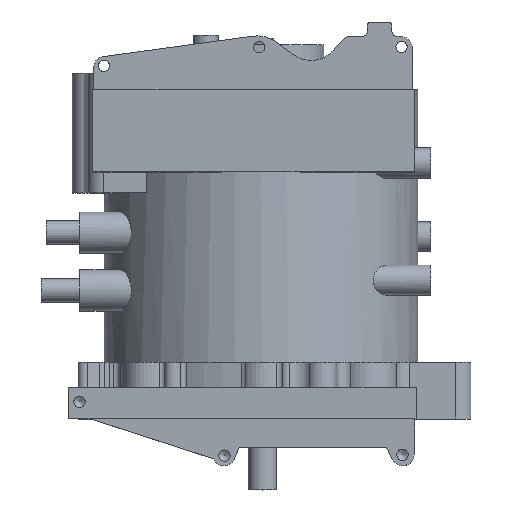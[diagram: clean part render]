
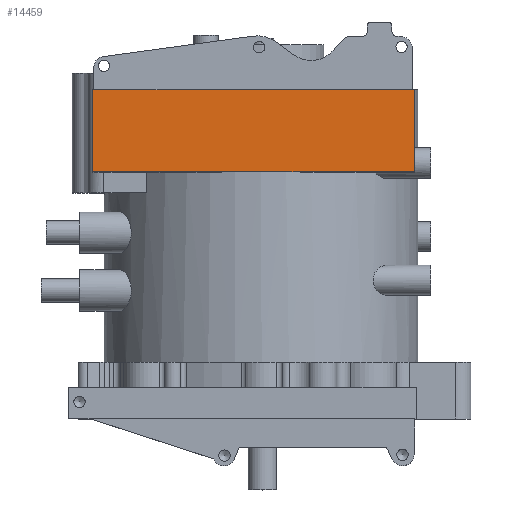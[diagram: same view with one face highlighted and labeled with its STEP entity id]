
A CAD part, top view. The second image highlights one B-rep face of the part: STEP entity #14459.
In plain terms, the highlighted planar face has unit normal (0, 0, 1).
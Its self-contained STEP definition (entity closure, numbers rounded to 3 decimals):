
#8444 = PLANE('',#8445);
#8445 = AXIS2_PLACEMENT_3D('',#8446,#8447,#8448);
#8446 = CARTESIAN_POINT('',(-132.,192.,70.));
#8447 = DIRECTION('',(0.,-1.,0.));
#8448 = DIRECTION('',(0.,0.,1.));
#12079 = VERTEX_POINT('',#12080);
#12080 = CARTESIAN_POINT('',(-132.,192.,183.));
#12094 = PLANE('',#12095);
#12095 = AXIS2_PLACEMENT_3D('',#12096,#12097,#12098);
#12096 = CARTESIAN_POINT('',(-132.,224.,126.5));
#12097 = DIRECTION('',(-1.,0.,0.));
#12098 = DIRECTION('',(0.,0.,-1.));
#12158 = VERTEX_POINT('',#12159);
#12159 = CARTESIAN_POINT('',(118.,192.,183.));
#12173 = PLANE('',#12174);
#12174 = AXIS2_PLACEMENT_3D('',#12175,#12176,#12177);
#12175 = CARTESIAN_POINT('',(118.,224.,126.5));
#12176 = DIRECTION('',(-1.,0.,0.));
#12177 = DIRECTION('',(0.,0.,-1.));
#12185 = EDGE_CURVE('',#12079,#12158,#12186,.T.);
#12186 = SURFACE_CURVE('',#12187,(#12191,#12198),.PCURVE_S1.);
#12187 = LINE('',#12188,#12189);
#12188 = CARTESIAN_POINT('',(-132.,192.,183.));
#12189 = VECTOR('',#12190,1.);
#12190 = DIRECTION('',(1.,0.,0.));
#12191 = PCURVE('',#8444,#12192);
#12192 = DEFINITIONAL_REPRESENTATION('',(#12193),#12197);
#12193 = LINE('',#12194,#12195);
#12194 = CARTESIAN_POINT('',(113.,0.));
#12195 = VECTOR('',#12196,1.);
#12196 = DIRECTION('',(0.,-1.));
#12197 = ( GEOMETRIC_REPRESENTATION_CONTEXT(2) 
PARAMETRIC_REPRESENTATION_CONTEXT() REPRESENTATION_CONTEXT('2D SPACE',''
  ) );
#12198 = PCURVE('',#12199,#12204);
#12199 = PLANE('',#12200);
#12200 = AXIS2_PLACEMENT_3D('',#12201,#12202,#12203);
#12201 = CARTESIAN_POINT('',(-132.,192.,183.));
#12202 = DIRECTION('',(0.,0.,1.));
#12203 = DIRECTION('',(0.,1.,0.));
#12204 = DEFINITIONAL_REPRESENTATION('',(#12205),#12209);
#12205 = LINE('',#12206,#12207);
#12206 = CARTESIAN_POINT('',(0.,0.));
#12207 = VECTOR('',#12208,1.);
#12208 = DIRECTION('',(0.,-1.));
#12209 = ( GEOMETRIC_REPRESENTATION_CONTEXT(2) 
PARAMETRIC_REPRESENTATION_CONTEXT() REPRESENTATION_CONTEXT('2D SPACE',''
  ) );
#12356 = PLANE('',#12357);
#12357 = AXIS2_PLACEMENT_3D('',#12358,#12359,#12360);
#12358 = CARTESIAN_POINT('',(-132.,256.,183.));
#12359 = DIRECTION('',(0.,1.,0.));
#12360 = DIRECTION('',(0.,0.,-1.));
#14415 = EDGE_CURVE('',#12079,#14416,#14418,.T.);
#14416 = VERTEX_POINT('',#14417);
#14417 = CARTESIAN_POINT('',(-132.,256.,183.));
#14418 = SURFACE_CURVE('',#14419,(#14423,#14430),.PCURVE_S1.);
#14419 = LINE('',#14420,#14421);
#14420 = CARTESIAN_POINT('',(-132.,192.,183.));
#14421 = VECTOR('',#14422,1.);
#14422 = DIRECTION('',(0.,1.,0.));
#14423 = PCURVE('',#12094,#14424);
#14424 = DEFINITIONAL_REPRESENTATION('',(#14425),#14429);
#14425 = LINE('',#14426,#14427);
#14426 = CARTESIAN_POINT('',(-56.5,32.));
#14427 = VECTOR('',#14428,1.);
#14428 = DIRECTION('',(0.,-1.));
#14429 = ( GEOMETRIC_REPRESENTATION_CONTEXT(2) 
PARAMETRIC_REPRESENTATION_CONTEXT() REPRESENTATION_CONTEXT('2D SPACE',''
  ) );
#14430 = PCURVE('',#12199,#14431);
#14431 = DEFINITIONAL_REPRESENTATION('',(#14432),#14436);
#14432 = LINE('',#14433,#14434);
#14433 = CARTESIAN_POINT('',(0.,0.));
#14434 = VECTOR('',#14435,1.);
#14435 = DIRECTION('',(1.,0.));
#14436 = ( GEOMETRIC_REPRESENTATION_CONTEXT(2) 
PARAMETRIC_REPRESENTATION_CONTEXT() REPRESENTATION_CONTEXT('2D SPACE',''
  ) );
#14459 = ADVANCED_FACE('',(#14460),#12199,.T.);
#14460 = FACE_BOUND('',#14461,.T.);
#14461 = EDGE_LOOP('',(#14462,#14463,#14486,#14509,#14537,#14558));
#14462 = ORIENTED_EDGE('',*,*,#12185,.T.);
#14463 = ORIENTED_EDGE('',*,*,#14464,.T.);
#14464 = EDGE_CURVE('',#12158,#14465,#14467,.T.);
#14465 = VERTEX_POINT('',#14466);
#14466 = CARTESIAN_POINT('',(118.,256.,183.));
#14467 = SURFACE_CURVE('',#14468,(#14472,#14479),.PCURVE_S1.);
#14468 = LINE('',#14469,#14470);
#14469 = CARTESIAN_POINT('',(118.,192.,183.));
#14470 = VECTOR('',#14471,1.);
#14471 = DIRECTION('',(0.,1.,0.));
#14472 = PCURVE('',#12199,#14473);
#14473 = DEFINITIONAL_REPRESENTATION('',(#14474),#14478);
#14474 = LINE('',#14475,#14476);
#14475 = CARTESIAN_POINT('',(0.,-250.));
#14476 = VECTOR('',#14477,1.);
#14477 = DIRECTION('',(1.,0.));
#14478 = ( GEOMETRIC_REPRESENTATION_CONTEXT(2) 
PARAMETRIC_REPRESENTATION_CONTEXT() REPRESENTATION_CONTEXT('2D SPACE',''
  ) );
#14479 = PCURVE('',#12173,#14480);
#14480 = DEFINITIONAL_REPRESENTATION('',(#14481),#14485);
#14481 = LINE('',#14482,#14483);
#14482 = CARTESIAN_POINT('',(-56.5,32.));
#14483 = VECTOR('',#14484,1.);
#14484 = DIRECTION('',(0.,-1.));
#14485 = ( GEOMETRIC_REPRESENTATION_CONTEXT(2) 
PARAMETRIC_REPRESENTATION_CONTEXT() REPRESENTATION_CONTEXT('2D SPACE',''
  ) );
#14486 = ORIENTED_EDGE('',*,*,#14487,.F.);
#14487 = EDGE_CURVE('',#14488,#14465,#14490,.T.);
#14488 = VERTEX_POINT('',#14489);
#14489 = CARTESIAN_POINT('',(116.5,256.,183.));
#14490 = SURFACE_CURVE('',#14491,(#14495,#14502),.PCURVE_S1.);
#14491 = LINE('',#14492,#14493);
#14492 = CARTESIAN_POINT('',(-132.,256.,183.));
#14493 = VECTOR('',#14494,1.);
#14494 = DIRECTION('',(1.,0.,0.));
#14495 = PCURVE('',#12199,#14496);
#14496 = DEFINITIONAL_REPRESENTATION('',(#14497),#14501);
#14497 = LINE('',#14498,#14499);
#14498 = CARTESIAN_POINT('',(64.,0.));
#14499 = VECTOR('',#14500,1.);
#14500 = DIRECTION('',(0.,-1.));
#14501 = ( GEOMETRIC_REPRESENTATION_CONTEXT(2) 
PARAMETRIC_REPRESENTATION_CONTEXT() REPRESENTATION_CONTEXT('2D SPACE',''
  ) );
#14502 = PCURVE('',#12356,#14503);
#14503 = DEFINITIONAL_REPRESENTATION('',(#14504),#14508);
#14504 = LINE('',#14505,#14506);
#14505 = CARTESIAN_POINT('',(0.,0.));
#14506 = VECTOR('',#14507,1.);
#14507 = DIRECTION('',(0.,-1.));
#14508 = ( GEOMETRIC_REPRESENTATION_CONTEXT(2) 
PARAMETRIC_REPRESENTATION_CONTEXT() REPRESENTATION_CONTEXT('2D SPACE',''
  ) );
#14509 = ORIENTED_EDGE('',*,*,#14510,.T.);
#14510 = EDGE_CURVE('',#14488,#14511,#14513,.T.);
#14511 = VERTEX_POINT('',#14512);
#14512 = CARTESIAN_POINT('',(-131.,256.,183.));
#14513 = SURFACE_CURVE('',#14514,(#14518,#14525),.PCURVE_S1.);
#14514 = LINE('',#14515,#14516);
#14515 = CARTESIAN_POINT('',(116.5,256.,183.));
#14516 = VECTOR('',#14517,1.);
#14517 = DIRECTION('',(-1.,0.,0.));
#14518 = PCURVE('',#12199,#14519);
#14519 = DEFINITIONAL_REPRESENTATION('',(#14520),#14524);
#14520 = LINE('',#14521,#14522);
#14521 = CARTESIAN_POINT('',(64.,-248.5));
#14522 = VECTOR('',#14523,1.);
#14523 = DIRECTION('',(0.,1.));
#14524 = ( GEOMETRIC_REPRESENTATION_CONTEXT(2) 
PARAMETRIC_REPRESENTATION_CONTEXT() REPRESENTATION_CONTEXT('2D SPACE',''
  ) );
#14525 = PCURVE('',#14526,#14531);
#14526 = PLANE('',#14527);
#14527 = AXIS2_PLACEMENT_3D('',#14528,#14529,#14530);
#14528 = CARTESIAN_POINT('',(-0.557,274.506,183.));
#14529 = DIRECTION('',(0.,0.,-1.));
#14530 = DIRECTION('',(0.,-1.,0.));
#14531 = DEFINITIONAL_REPRESENTATION('',(#14532),#14536);
#14532 = LINE('',#14533,#14534);
#14533 = CARTESIAN_POINT('',(18.506,-117.057));
#14534 = VECTOR('',#14535,1.);
#14535 = DIRECTION('',(0.,1.));
#14536 = ( GEOMETRIC_REPRESENTATION_CONTEXT(2) 
PARAMETRIC_REPRESENTATION_CONTEXT() REPRESENTATION_CONTEXT('2D SPACE',''
  ) );
#14537 = ORIENTED_EDGE('',*,*,#14538,.F.);
#14538 = EDGE_CURVE('',#14416,#14511,#14539,.T.);
#14539 = SURFACE_CURVE('',#14540,(#14544,#14551),.PCURVE_S1.);
#14540 = LINE('',#14541,#14542);
#14541 = CARTESIAN_POINT('',(-132.,256.,183.));
#14542 = VECTOR('',#14543,1.);
#14543 = DIRECTION('',(1.,0.,0.));
#14544 = PCURVE('',#12199,#14545);
#14545 = DEFINITIONAL_REPRESENTATION('',(#14546),#14550);
#14546 = LINE('',#14547,#14548);
#14547 = CARTESIAN_POINT('',(64.,0.));
#14548 = VECTOR('',#14549,1.);
#14549 = DIRECTION('',(0.,-1.));
#14550 = ( GEOMETRIC_REPRESENTATION_CONTEXT(2) 
PARAMETRIC_REPRESENTATION_CONTEXT() REPRESENTATION_CONTEXT('2D SPACE',''
  ) );
#14551 = PCURVE('',#12356,#14552);
#14552 = DEFINITIONAL_REPRESENTATION('',(#14553),#14557);
#14553 = LINE('',#14554,#14555);
#14554 = CARTESIAN_POINT('',(0.,0.));
#14555 = VECTOR('',#14556,1.);
#14556 = DIRECTION('',(0.,-1.));
#14557 = ( GEOMETRIC_REPRESENTATION_CONTEXT(2) 
PARAMETRIC_REPRESENTATION_CONTEXT() REPRESENTATION_CONTEXT('2D SPACE',''
  ) );
#14558 = ORIENTED_EDGE('',*,*,#14415,.F.);
